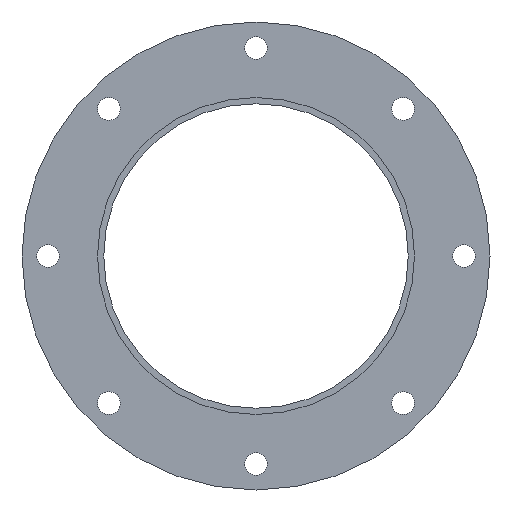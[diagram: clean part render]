
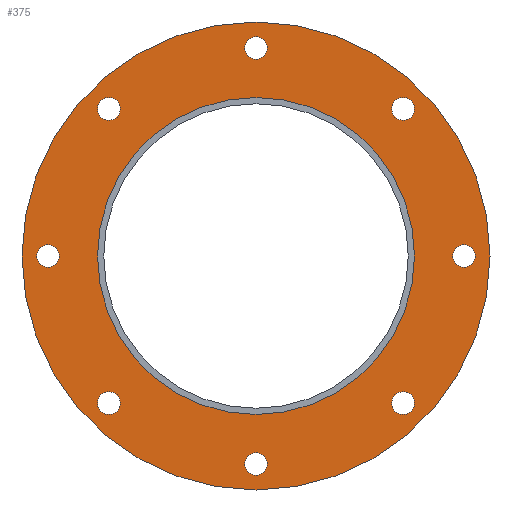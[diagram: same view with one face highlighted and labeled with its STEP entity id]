
A CAD part, left-side view. The second image highlights one B-rep face of the part: STEP entity #375.
In plain terms, the highlighted planar face has unit normal (-1, 0, 0).
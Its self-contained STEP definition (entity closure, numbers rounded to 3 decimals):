
#17=FACE_BOUND('',#70,.T.);
#18=FACE_BOUND('',#71,.T.);
#19=FACE_BOUND('',#72,.T.);
#20=FACE_BOUND('',#73,.T.);
#21=FACE_BOUND('',#74,.T.);
#22=FACE_BOUND('',#75,.T.);
#23=FACE_BOUND('',#76,.T.);
#24=FACE_BOUND('',#77,.T.);
#25=FACE_BOUND('',#78,.T.);
#37=PLANE('',#445);
#51=FACE_OUTER_BOUND('',#69,.T.);
#69=EDGE_LOOP('',(#307,#308));
#70=EDGE_LOOP('',(#309));
#71=EDGE_LOOP('',(#310));
#72=EDGE_LOOP('',(#311));
#73=EDGE_LOOP('',(#312));
#74=EDGE_LOOP('',(#313));
#75=EDGE_LOOP('',(#314));
#76=EDGE_LOOP('',(#315));
#77=EDGE_LOOP('',(#316));
#78=EDGE_LOOP('',(#317,#318));
#117=CIRCLE('',#402,5.5);
#120=CIRCLE('',#406,5.5);
#123=CIRCLE('',#410,5.5);
#126=CIRCLE('',#414,5.5);
#129=CIRCLE('',#418,5.5);
#132=CIRCLE('',#422,5.5);
#135=CIRCLE('',#426,5.5);
#138=CIRCLE('',#430,5.5);
#147=CIRCLE('',#443,76.2);
#148=CIRCLE('',#444,76.2);
#149=CIRCLE('',#446,112.5);
#150=CIRCLE('',#447,112.5);
#157=VERTEX_POINT('',#587);
#160=VERTEX_POINT('',#595);
#163=VERTEX_POINT('',#603);
#166=VERTEX_POINT('',#611);
#169=VERTEX_POINT('',#619);
#172=VERTEX_POINT('',#627);
#175=VERTEX_POINT('',#635);
#178=VERTEX_POINT('',#643);
#187=VERTEX_POINT('',#667);
#188=VERTEX_POINT('',#668);
#189=VERTEX_POINT('',#673);
#190=VERTEX_POINT('',#674);
#198=EDGE_CURVE('',#157,#157,#117,.T.);
#202=EDGE_CURVE('',#160,#160,#120,.T.);
#206=EDGE_CURVE('',#163,#163,#123,.T.);
#210=EDGE_CURVE('',#166,#166,#126,.T.);
#214=EDGE_CURVE('',#169,#169,#129,.T.);
#218=EDGE_CURVE('',#172,#172,#132,.T.);
#222=EDGE_CURVE('',#175,#175,#135,.T.);
#226=EDGE_CURVE('',#178,#178,#138,.T.);
#236=EDGE_CURVE('',#187,#188,#147,.T.);
#237=EDGE_CURVE('',#188,#187,#148,.T.);
#239=EDGE_CURVE('',#189,#190,#149,.T.);
#240=EDGE_CURVE('',#190,#189,#150,.T.);
#307=ORIENTED_EDGE('',*,*,#239,.F.);
#308=ORIENTED_EDGE('',*,*,#240,.F.);
#309=ORIENTED_EDGE('',*,*,#198,.T.);
#310=ORIENTED_EDGE('',*,*,#202,.T.);
#311=ORIENTED_EDGE('',*,*,#206,.T.);
#312=ORIENTED_EDGE('',*,*,#210,.T.);
#313=ORIENTED_EDGE('',*,*,#214,.T.);
#314=ORIENTED_EDGE('',*,*,#218,.T.);
#315=ORIENTED_EDGE('',*,*,#222,.T.);
#316=ORIENTED_EDGE('',*,*,#226,.T.);
#317=ORIENTED_EDGE('',*,*,#236,.T.);
#318=ORIENTED_EDGE('',*,*,#237,.T.);
#375=ADVANCED_FACE('',(#51,#17,#18,#19,#20,#21,#22,#23,#24,#25),#37,.T.);
#402=AXIS2_PLACEMENT_3D('',#589,#464,#465);
#406=AXIS2_PLACEMENT_3D('',#597,#473,#474);
#410=AXIS2_PLACEMENT_3D('',#605,#482,#483);
#414=AXIS2_PLACEMENT_3D('',#613,#491,#492);
#418=AXIS2_PLACEMENT_3D('',#621,#500,#501);
#422=AXIS2_PLACEMENT_3D('',#629,#509,#510);
#426=AXIS2_PLACEMENT_3D('',#637,#518,#519);
#430=AXIS2_PLACEMENT_3D('',#645,#527,#528);
#443=AXIS2_PLACEMENT_3D('',#669,#554,#555);
#444=AXIS2_PLACEMENT_3D('',#670,#556,#557);
#445=AXIS2_PLACEMENT_3D('',#672,#559,#560);
#446=AXIS2_PLACEMENT_3D('',#675,#561,#562);
#447=AXIS2_PLACEMENT_3D('',#676,#563,#564);
#464=DIRECTION('center_axis',(1.,0.,0.));
#465=DIRECTION('ref_axis',(0.,-0.707,-0.707));
#473=DIRECTION('center_axis',(1.,0.,0.));
#474=DIRECTION('ref_axis',(0.,-1.,0.));
#482=DIRECTION('center_axis',(1.,0.,0.));
#483=DIRECTION('ref_axis',(0.,-0.707,0.707));
#491=DIRECTION('center_axis',(1.,0.,0.));
#492=DIRECTION('ref_axis',(0.,0.,1.));
#500=DIRECTION('center_axis',(1.,0.,0.));
#501=DIRECTION('ref_axis',(0.,0.707,0.707));
#509=DIRECTION('center_axis',(1.,0.,0.));
#510=DIRECTION('ref_axis',(0.,1.,0.));
#518=DIRECTION('center_axis',(1.,0.,0.));
#519=DIRECTION('ref_axis',(0.,0.707,-0.707));
#527=DIRECTION('center_axis',(1.,0.,0.));
#528=DIRECTION('ref_axis',(0.,0.,-1.));
#554=DIRECTION('center_axis',(1.,0.,0.));
#555=DIRECTION('ref_axis',(0.,0.,-1.));
#556=DIRECTION('center_axis',(1.,0.,0.));
#557=DIRECTION('ref_axis',(0.,0.,-1.));
#559=DIRECTION('center_axis',(-1.,0.,0.));
#560=DIRECTION('ref_axis',(0.,0.,1.));
#561=DIRECTION('center_axis',(1.,0.,0.));
#562=DIRECTION('ref_axis',(0.,0.,-1.));
#563=DIRECTION('center_axis',(1.,0.,0.));
#564=DIRECTION('ref_axis',(0.,0.,-1.));
#587=CARTESIAN_POINT('',(-16.,74.6,74.6));
#589=CARTESIAN_POINT('Origin',(-16.,70.711,70.711));
#595=CARTESIAN_POINT('',(-16.,105.5,0.));
#597=CARTESIAN_POINT('Origin',(-16.,100.,0.));
#603=CARTESIAN_POINT('',(-16.,74.6,-74.6));
#605=CARTESIAN_POINT('Origin',(-16.,70.711,-70.711));
#611=CARTESIAN_POINT('',(-16.,0.,-105.5));
#613=CARTESIAN_POINT('Origin',(-16.,0.,
-100.));
#619=CARTESIAN_POINT('',(-16.,-74.6,-74.6));
#621=CARTESIAN_POINT('Origin',(-16.,-70.711,-70.711));
#627=CARTESIAN_POINT('',(-16.,-105.5,0.));
#629=CARTESIAN_POINT('Origin',(-16.,-100.,0.));
#635=CARTESIAN_POINT('',(-16.,-74.6,74.6));
#637=CARTESIAN_POINT('Origin',(-16.,-70.711,70.711));
#643=CARTESIAN_POINT('',(-16.,0.,105.5));
#645=CARTESIAN_POINT('Origin',(-16.,0.,100.));
#667=CARTESIAN_POINT('',(-16.,-76.2,0.));
#668=CARTESIAN_POINT('',(-16.,76.2,0.));
#669=CARTESIAN_POINT('Origin',(-16.,0.,0.));
#670=CARTESIAN_POINT('Origin',(-16.,0.,0.));
#672=CARTESIAN_POINT('Origin',(-16.,-112.5,0.));
#673=CARTESIAN_POINT('',(-16.,-112.5,0.));
#674=CARTESIAN_POINT('',(-16.,112.5,0.));
#675=CARTESIAN_POINT('Origin',(-16.,0.,0.));
#676=CARTESIAN_POINT('Origin',(-16.,0.,0.));
